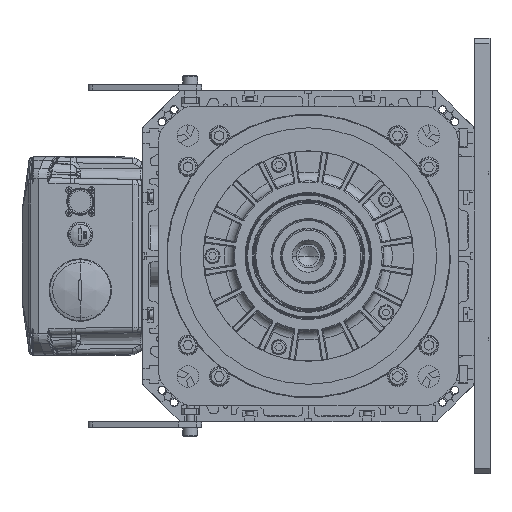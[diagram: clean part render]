
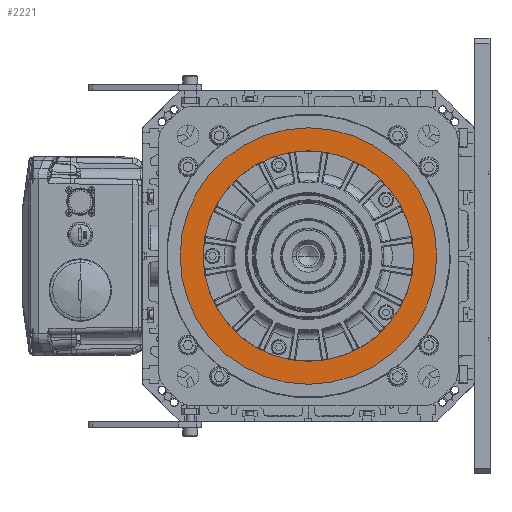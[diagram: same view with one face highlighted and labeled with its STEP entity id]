
A CAD part, left-side view. The second image highlights one B-rep face of the part: STEP entity #2221.
In plain terms, the highlighted planar face has unit normal (-1, 0, 0).
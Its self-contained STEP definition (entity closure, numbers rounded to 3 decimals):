
#694=CARTESIAN_POINT('',(112.02,0.,0.));
#695=DIRECTION('',(-1.,0.,0.));
#696=DIRECTION('',(0.,-1.,0.));
#697=AXIS2_PLACEMENT_3D('',#694,#695,#696);
#703=CARTESIAN_POINT('',(112.02,0.,0.));
#704=DIRECTION('',(1.,0.,0.));
#705=DIRECTION('',(0.,-1.,0.));
#706=AXIS2_PLACEMENT_3D('',#703,#704,#705);
#712=CARTESIAN_POINT('',(112.02,0.,0.));
#713=DIRECTION('',(-1.,0.,0.));
#714=DIRECTION('',(0.,-1.,0.));
#715=AXIS2_PLACEMENT_3D('',#712,#713,#714);
#717=CARTESIAN_POINT('',(112.02,0.,0.));
#718=DIRECTION('',(1.,0.,0.));
#719=DIRECTION('',(0.,-1.,0.));
#720=AXIS2_PLACEMENT_3D('',#717,#718,#719);
#1817=CARTESIAN_POINT('',(112.02,-92.75,0.));
#1819=VERTEX_POINT('',#1817);
#1821=CARTESIAN_POINT('',(112.02,92.75,0.));
#1823=VERTEX_POINT('',#1821);
#1824=CARTESIAN_POINT('',(112.02,-113.,0.));
#1825=CARTESIAN_POINT('',(112.02,113.,0.));
#1826=VERTEX_POINT('',#1824);
#1827=VERTEX_POINT('',#1825);
#2206=CARTESIAN_POINT('',(112.02,0.,0.));
#2207=DIRECTION('',(-1.,0.,0.));
#2208=DIRECTION('',(0.,-1.,0.));
#2209=AXIS2_PLACEMENT_3D('',#2206,#2207,#2208);
#2210=PLANE('',#2209);
#2211=ORIENTED_EDGE('',*,*,#2200,.T.);
#2212=ORIENTED_EDGE('',*,*,#2186,.F.);
#2213=EDGE_LOOP('',(#2211,#2212));
#2214=FACE_OUTER_BOUND('',#2213,.F.);
#2216=ORIENTED_EDGE('',*,*,#2215,.T.);
#2218=ORIENTED_EDGE('',*,*,#2217,.F.);
#2219=EDGE_LOOP('',(#2216,#2218));
#2220=FACE_BOUND('',#2219,.F.);
#2221=ADVANCED_FACE('',(#2214,#2220),#2210,.T.);
#698=CIRCLE('',#697,113.);
#707=CIRCLE('',#706,113.);
#716=CIRCLE('',#715,92.75);
#721=CIRCLE('',#720,92.75);
#2186=EDGE_CURVE('',#1826,#1827,#698,.T.);
#2200=EDGE_CURVE('',#1826,#1827,#707,.T.);
#2215=EDGE_CURVE('',#1819,#1823,#716,.T.);
#2217=EDGE_CURVE('',#1819,#1823,#721,.T.);
